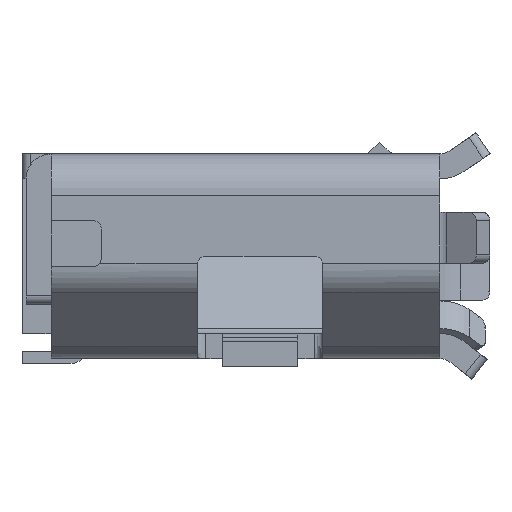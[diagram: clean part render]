
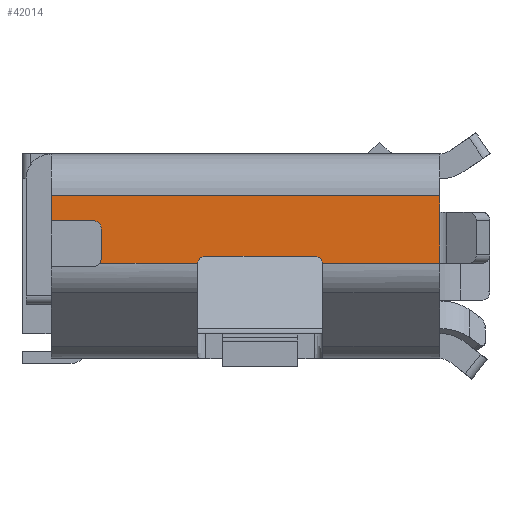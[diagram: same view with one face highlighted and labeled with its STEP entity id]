
A CAD part, left-side view. The second image highlights one B-rep face of the part: STEP entity #42014.
In plain terms, the highlighted planar face has unit normal (-1, 0, 0).
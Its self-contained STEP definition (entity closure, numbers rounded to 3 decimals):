
#1566 = CARTESIAN_POINT ( 'NONE',  ( -6.67, 2.448, 0.425 ) ) ;
#2078 = CIRCLE ( 'NONE', #22257, 0.1 ) ;
#2259 = AXIS2_PLACEMENT_3D ( 'NONE', #41472, #38588, #17829 ) ;
#2395 = VECTOR ( 'NONE', #51047, 1000. ) ;
#2506 = EDGE_CURVE ( 'NONE', #7155, #16310, #29343, .T. ) ;
#2729 = CARTESIAN_POINT ( 'NONE',  ( -6.67, 1.948, -0.025 ) ) ;
#2857 = DIRECTION ( 'NONE',  ( 1., 0., 0. ) ) ;
#3034 = LINE ( 'NONE', #7765, #17602 ) ;
#3176 = CARTESIAN_POINT ( 'NONE',  ( -6.67, 1.848, -0.125 ) ) ;
#3299 = VERTEX_POINT ( 'NONE', #47024 ) ;
#3576 = DIRECTION ( 'NONE',  ( 0., 0., 1. ) ) ;
#3692 = ORIENTED_EDGE ( 'NONE', *, *, #24552, .T. ) ;
#6359 = VECTOR ( 'NONE', #39728, 1000. ) ;
#7155 = VERTEX_POINT ( 'NONE', #9006 ) ;
#7281 = EDGE_CURVE ( 'NONE', #49962, #46296, #18988, .T. ) ;
#7765 = CARTESIAN_POINT ( 'NONE',  ( -6.67, 2.798, -0.085 ) ) ;
#9006 = CARTESIAN_POINT ( 'NONE',  ( -6.67, -2.202, 0.725 ) ) ;
#9055 = VECTOR ( 'NONE', #12964, 1000. ) ;
#9172 = FACE_OUTER_BOUND ( 'NONE', #10776, .T. ) ;
#9747 = CARTESIAN_POINT ( 'NONE',  ( -6.67, 0.598, 0. ) ) ;
#9986 = CARTESIAN_POINT ( 'NONE',  ( -6.67, 0.598, -0.1 ) ) ;
#10575 = CARTESIAN_POINT ( 'NONE',  ( -6.67, 1.948, 0.325 ) ) ;
#10776 = EDGE_LOOP ( 'NONE', ( #25393, #49991, #45410, #44324, #48277, #26669, #13098, #14559, #29017, #37690, #45728, #26331, #3692 ) ) ;
#11072 = VERTEX_POINT ( 'NONE', #34744 ) ;
#12107 = CARTESIAN_POINT ( 'NONE',  ( -6.67, 0.697, -0.085 ) ) ;
#12962 = CIRCLE ( 'NONE', #25607, 0.1 ) ;
#12964 = DIRECTION ( 'NONE',  ( 0., 0., -1. ) ) ;
#13098 = ORIENTED_EDGE ( 'NONE', *, *, #24932, .F. ) ;
#14210 = EDGE_CURVE ( 'NONE', #21549, #46296, #2078, .T. ) ;
#14559 = ORIENTED_EDGE ( 'NONE', *, *, #28891, .F. ) ;
#14609 = EDGE_CURVE ( 'NONE', #11072, #7155, #31882, .T. ) ;
#15525 = LINE ( 'NONE', #35795, #2395 ) ;
#15818 = EDGE_CURVE ( 'NONE', #32025, #3299, #30858, .T. ) ;
#16310 = VERTEX_POINT ( 'NONE', #46636 ) ;
#16645 = CIRCLE ( 'NONE', #46027, 0.1 ) ;
#17602 = VECTOR ( 'NONE', #39871, 1000. ) ;
#17612 = PLANE ( 'NONE',  #49201 ) ;
#17829 = DIRECTION ( 'NONE',  ( 0., 0., 1. ) ) ;
#17992 = VERTEX_POINT ( 'NONE', #44609 ) ;
#18174 = DIRECTION ( 'NONE',  ( 0., 0., 1. ) ) ;
#18248 = VECTOR ( 'NONE', #26528, 1000. ) ;
#18809 = DIRECTION ( 'NONE',  ( 1., 0., 0. ) ) ;
#18988 = LINE ( 'NONE', #3176, #22163 ) ;
#19454 = VECTOR ( 'NONE', #36058, 1000. ) ;
#20183 = CARTESIAN_POINT ( 'NONE',  ( -6.67, 1.848, 0.325 ) ) ;
#20383 = CARTESIAN_POINT ( 'NONE',  ( -6.67, -0.702, 0. ) ) ;
#20386 = EDGE_CURVE ( 'NONE', #17992, #16310, #38867, .T. ) ;
#21549 = VERTEX_POINT ( 'NONE', #34098 ) ;
#22163 = VECTOR ( 'NONE', #42924, 1000. ) ;
#22257 = AXIS2_PLACEMENT_3D ( 'NONE', #10575, #49797, #46117 ) ;
#23484 = DIRECTION ( 'NONE',  ( 0., 0., 1. ) ) ;
#24217 = LINE ( 'NONE', #27911, #19454 ) ;
#24552 = EDGE_CURVE ( 'NONE', #44910, #51794, #12962, .T. ) ;
#24932 = EDGE_CURVE ( 'NONE', #25084, #11072, #47358, .T. ) ;
#25084 = VERTEX_POINT ( 'NONE', #1566 ) ;
#25393 = ORIENTED_EDGE ( 'NONE', *, *, #27078, .T. ) ;
#25607 = AXIS2_PLACEMENT_3D ( 'NONE', #9986, #2857, #18174 ) ;
#26331 = ORIENTED_EDGE ( 'NONE', *, *, #28254, .T. ) ;
#26528 = DIRECTION ( 'NONE',  ( 0., -1., 0. ) ) ;
#26669 = ORIENTED_EDGE ( 'NONE', *, *, #14609, .F. ) ;
#27078 = EDGE_CURVE ( 'NONE', #51794, #32025, #38388, .T. ) ;
#27911 = CARTESIAN_POINT ( 'NONE',  ( -6.67, 2.798, -0.085 ) ) ;
#28254 = EDGE_CURVE ( 'NONE', #44665, #44910, #3034, .T. ) ;
#28538 = EDGE_CURVE ( 'NONE', #49962, #44665, #16645, .T. ) ;
#28891 = EDGE_CURVE ( 'NONE', #21549, #25084, #15525, .T. ) ;
#29017 = ORIENTED_EDGE ( 'NONE', *, *, #14210, .T. ) ;
#29343 = LINE ( 'NONE', #45626, #9055 ) ;
#30532 = CARTESIAN_POINT ( 'NONE',  ( -6.67, 0.698, 0. ) ) ;
#30614 = DIRECTION ( 'NONE',  ( 0., 0., 1. ) ) ;
#30638 = CARTESIAN_POINT ( 'NONE',  ( -6.67, 1.848, -0.025 ) ) ;
#30711 = EDGE_CURVE ( 'NONE', #3299, #17992, #24217, .T. ) ;
#30769 = DIRECTION ( 'NONE',  ( -1., 0., 0. ) ) ;
#30858 = CIRCLE ( 'NONE', #2259, 0.1 ) ;
#31882 = LINE ( 'NONE', #39470, #6359 ) ;
#32025 = VERTEX_POINT ( 'NONE', #20383 ) ;
#34098 = CARTESIAN_POINT ( 'NONE',  ( -6.67, 1.948, 0.425 ) ) ;
#34681 = CARTESIAN_POINT ( 'NONE',  ( -6.67, 2.798, -0.168 ) ) ;
#34744 = CARTESIAN_POINT ( 'NONE',  ( -6.67, 2.448, 0.725 ) ) ;
#35795 = CARTESIAN_POINT ( 'NONE',  ( -6.67, 1.848, 0.425 ) ) ;
#36058 = DIRECTION ( 'NONE',  ( 0., -1., 0. ) ) ;
#37690 = ORIENTED_EDGE ( 'NONE', *, *, #7281, .F. ) ;
#38388 = LINE ( 'NONE', #30532, #18248 ) ;
#38588 = DIRECTION ( 'NONE',  ( 1., 0., 0. ) ) ;
#38867 = LINE ( 'NONE', #43827, #47027 ) ;
#39470 = CARTESIAN_POINT ( 'NONE',  ( -6.67, 2.798, 0.725 ) ) ;
#39728 = DIRECTION ( 'NONE',  ( 0., -1., 0. ) ) ;
#39871 = DIRECTION ( 'NONE',  ( 0., -1., 0. ) ) ;
#41472 = CARTESIAN_POINT ( 'NONE',  ( -6.67, -0.702, -0.1 ) ) ;
#42014 = ADVANCED_FACE ( 'NONE', ( #9172 ), #17612, .T. ) ;
#42924 = DIRECTION ( 'NONE',  ( 0., 0., 1. ) ) ;
#42935 = CARTESIAN_POINT ( 'NONE',  ( -6.67, 2.448, -7.575 ) ) ;
#43576 = DIRECTION ( 'NONE',  ( 0., 0., 1. ) ) ;
#43827 = CARTESIAN_POINT ( 'NONE',  ( -6.67, -2.202, -0.085 ) ) ;
#44324 = ORIENTED_EDGE ( 'NONE', *, *, #20386, .T. ) ;
#44609 = CARTESIAN_POINT ( 'NONE',  ( -6.67, -2.202, -0.085 ) ) ;
#44665 = VERTEX_POINT ( 'NONE', #50799 ) ;
#44910 = VERTEX_POINT ( 'NONE', #12107 ) ;
#45410 = ORIENTED_EDGE ( 'NONE', *, *, #30711, .T. ) ;
#45626 = CARTESIAN_POINT ( 'NONE',  ( -6.67, -2.202, -0.168 ) ) ;
#45728 = ORIENTED_EDGE ( 'NONE', *, *, #28538, .T. ) ;
#45750 = VECTOR ( 'NONE', #30614, 1000. ) ;
#46027 = AXIS2_PLACEMENT_3D ( 'NONE', #2729, #18809, #23484 ) ;
#46117 = DIRECTION ( 'NONE',  ( 0., 0., 1. ) ) ;
#46296 = VERTEX_POINT ( 'NONE', #20183 ) ;
#46636 = CARTESIAN_POINT ( 'NONE',  ( -6.67, -2.202, 0.525 ) ) ;
#47024 = CARTESIAN_POINT ( 'NONE',  ( -6.67, -0.801, -0.085 ) ) ;
#47027 = VECTOR ( 'NONE', #43576, 1000. ) ;
#47358 = LINE ( 'NONE', #42935, #45750 ) ;
#48277 = ORIENTED_EDGE ( 'NONE', *, *, #2506, .F. ) ;
#49201 = AXIS2_PLACEMENT_3D ( 'NONE', #34681, #30769, #3576 ) ;
#49797 = DIRECTION ( 'NONE',  ( 1., 0., 0. ) ) ;
#49962 = VERTEX_POINT ( 'NONE', #30638 ) ;
#49991 = ORIENTED_EDGE ( 'NONE', *, *, #15818, .T. ) ;
#50799 = CARTESIAN_POINT ( 'NONE',  ( -6.67, 1.868, -0.085 ) ) ;
#51047 = DIRECTION ( 'NONE',  ( 0., 1., 0. ) ) ;
#51794 = VERTEX_POINT ( 'NONE', #9747 ) ;
